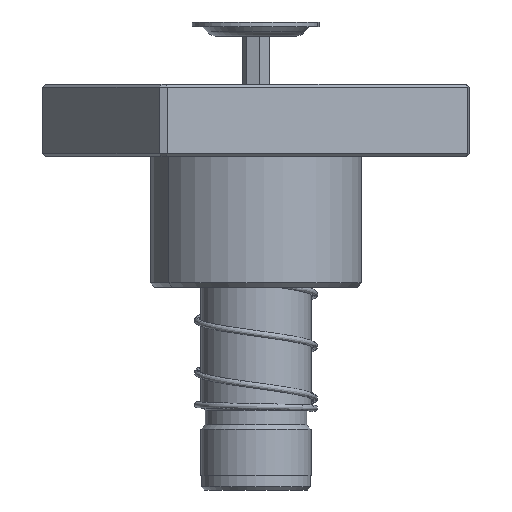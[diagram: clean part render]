
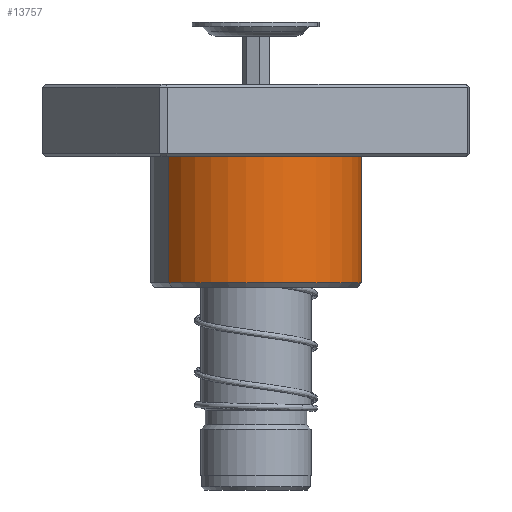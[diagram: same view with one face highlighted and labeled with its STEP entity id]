
A CAD part, front view. The second image highlights one B-rep face of the part: STEP entity #13757.
In plain terms, the highlighted cylindrical face has radius 36.5 mm (diameter 73 mm), a partial arc.
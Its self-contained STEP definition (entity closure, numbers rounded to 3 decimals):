
#1109 = DIRECTION ( 'NONE',  ( 0., 0., -1. ) ) ;
#1543 = DIRECTION ( 'NONE',  ( 0., 0., 1. ) ) ;
#1884 = EDGE_CURVE ( 'NONE', #28414, #36175, #13130, .T. ) ;
#3310 = AXIS2_PLACEMENT_3D ( 'NONE', #32774, #1543, #13314 ) ;
#3786 = CARTESIAN_POINT ( 'NONE',  ( -36.5, 0., 68.5 ) ) ;
#5147 = CARTESIAN_POINT ( 'NONE',  ( 0., 0., 25. ) ) ;
#5568 = ORIENTED_EDGE ( 'NONE', *, *, #1884, .T. ) ;
#8510 = VERTEX_POINT ( 'NONE', #44575 ) ;
#9160 = FACE_OUTER_BOUND ( 'NONE', #15724, .T. ) ;
#9183 = AXIS2_PLACEMENT_3D ( 'NONE', #5147, #12698, #47205 ) ;
#11934 = DIRECTION ( 'NONE',  ( 0., 0., -1. ) ) ;
#12363 = DIRECTION ( 'NONE',  ( -1., 0., 0. ) ) ;
#12698 = DIRECTION ( 'NONE',  ( 0., 0., 1. ) ) ;
#13130 = CIRCLE ( 'NONE', #19574, 36.5 ) ;
#13314 = DIRECTION ( 'NONE',  ( 1., 0., 0. ) ) ;
#13757 = ADVANCED_FACE ( 'NONE', ( #9160 ), #31560, .T. ) ;
#15587 = CIRCLE ( 'NONE', #9183, 36.5 ) ;
#15724 = EDGE_LOOP ( 'NONE', ( #48441, #5568, #28389, #33458, #19947 ) ) ;
#18885 = AXIS2_PLACEMENT_3D ( 'NONE', #31653, #1109, #12363 ) ;
#19190 = EDGE_CURVE ( 'NONE', #26023, #19216, #47865, .T. ) ;
#19216 = VERTEX_POINT ( 'NONE', #21090 ) ;
#19574 = AXIS2_PLACEMENT_3D ( 'NONE', #43223, #27825, #27639 ) ;
#19947 = ORIENTED_EDGE ( 'NONE', *, *, #19190, .T. ) ;
#21090 = CARTESIAN_POINT ( 'NONE',  ( 36.5, 0., 25. ) ) ;
#23159 = CARTESIAN_POINT ( 'NONE',  ( 36.5, 0., 70. ) ) ;
#26023 = VERTEX_POINT ( 'NONE', #36501 ) ;
#27193 = EDGE_CURVE ( 'NONE', #28414, #19216, #42178, .T. ) ;
#27639 = DIRECTION ( 'NONE',  ( 1., 0., 0. ) ) ;
#27825 = DIRECTION ( 'NONE',  ( 0., 0., -1. ) ) ;
#28389 = ORIENTED_EDGE ( 'NONE', *, *, #33291, .T. ) ;
#28414 = VERTEX_POINT ( 'NONE', #49435 ) ;
#31560 = CYLINDRICAL_SURFACE ( 'NONE', #18885, 36.5 ) ;
#31653 = CARTESIAN_POINT ( 'NONE',  ( 0., 0., 70. ) ) ;
#32774 = CARTESIAN_POINT ( 'NONE',  ( 0., 0., 25. ) ) ;
#33221 = CARTESIAN_POINT ( 'NONE',  ( -36.5, 0., 70. ) ) ;
#33291 = EDGE_CURVE ( 'NONE', #36175, #8510, #35649, .T. ) ;
#33458 = ORIENTED_EDGE ( 'NONE', *, *, #37647, .T. ) ;
#34691 = DIRECTION ( 'NONE',  ( 0., 0., -1. ) ) ;
#35649 = LINE ( 'NONE', #33221, #45964 ) ;
#36175 = VERTEX_POINT ( 'NONE', #3786 ) ;
#36501 = CARTESIAN_POINT ( 'NONE',  ( 0., -36.5, 25. ) ) ;
#37647 = EDGE_CURVE ( 'NONE', #8510, #26023, #15587, .T. ) ;
#42178 = LINE ( 'NONE', #23159, #43380 ) ;
#43223 = CARTESIAN_POINT ( 'NONE',  ( 0., 0., 68.5 ) ) ;
#43380 = VECTOR ( 'NONE', #11934, 1000. ) ;
#44575 = CARTESIAN_POINT ( 'NONE',  ( -36.5, 0., 25. ) ) ;
#45964 = VECTOR ( 'NONE', #34691, 1000. ) ;
#47205 = DIRECTION ( 'NONE',  ( 1., 0., 0. ) ) ;
#47865 = CIRCLE ( 'NONE', #3310, 36.5 ) ;
#48441 = ORIENTED_EDGE ( 'NONE', *, *, #27193, .F. ) ;
#49435 = CARTESIAN_POINT ( 'NONE',  ( 36.5, 0., 68.5 ) ) ;
